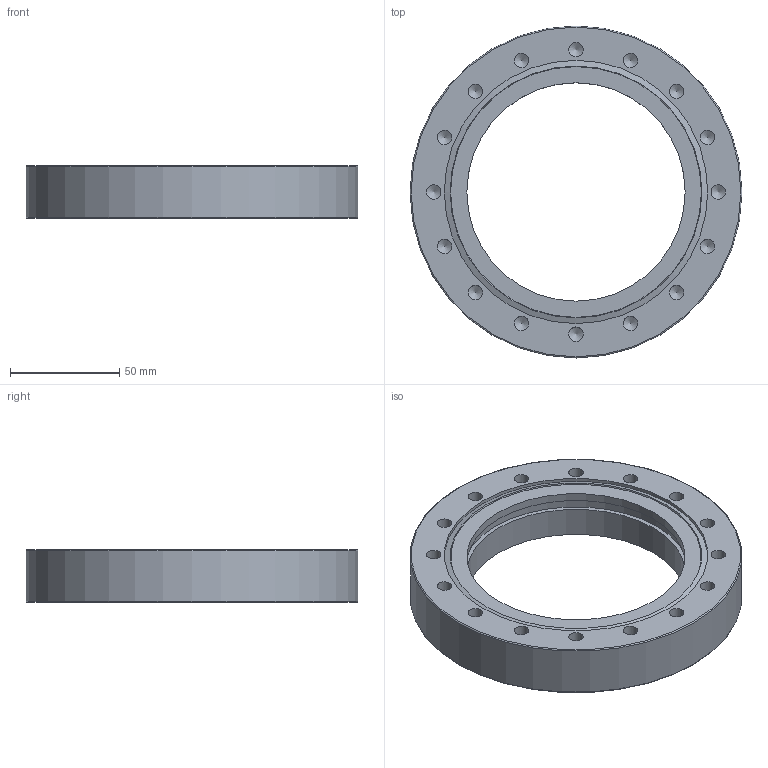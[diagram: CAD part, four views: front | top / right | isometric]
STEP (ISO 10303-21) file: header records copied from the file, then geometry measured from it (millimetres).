
FILE_DESCRIPTION((''),'2;1');
FILE_NAME('F100WF.stp','2009-03-13T09:38:12',('hasers'),(''),'Autodesk Inventor 2008','Autodesk Inventor 2008','');
FILE_SCHEMA(('AUTOMOTIVE_DESIGN { 1 0 10303 214 1 1 1 1 }'));
Length unit declared in the file: millimetre
Products named in the file (1): F100WF
Bounding box: 152 x 152 x 24 mm (x, y, z)
Volume: 228772.7 mm3; surface area: 47552 mm2
Topology: 1 solids, 1 shells, 46 faces, 120 edges, 79 vertices
Faces by surface type: bspline 34, plane 5, cylinder 3, torus 2, cone 2
Full cylindrical faces by diameter (mm): 104 x1, 120.6 x1, 152 x1
Entity records: 1396 total; most frequent: CARTESIAN_POINT 717, DIRECTION 118, ORIENTED_EDGE 92, EDGE_LOOP 92, AXIS2_PLACEMENT_3D 59, VERTEX_POINT 46, CIRCLE 46, EDGE_CURVE 46
